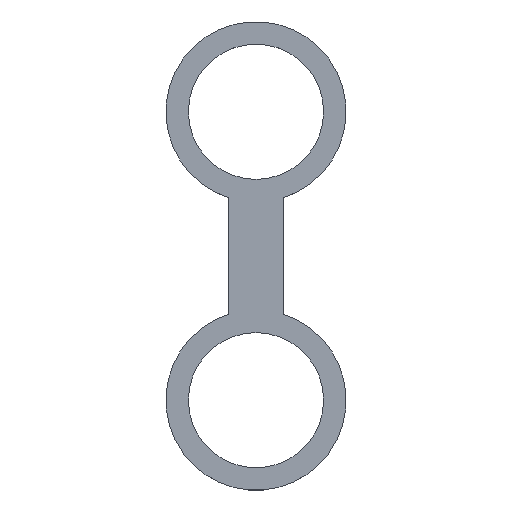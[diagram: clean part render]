
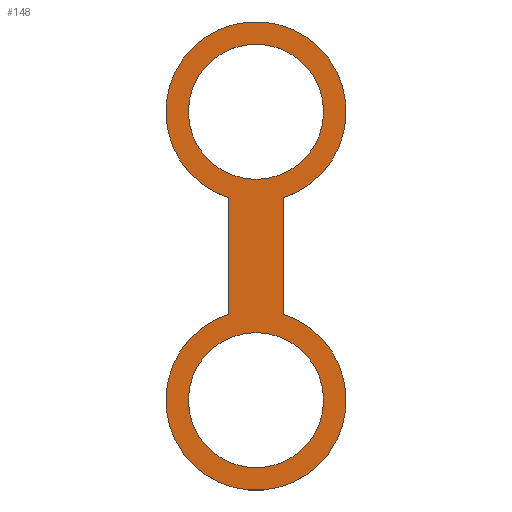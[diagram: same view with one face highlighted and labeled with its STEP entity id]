
A CAD part, top view. The second image highlights one B-rep face of the part: STEP entity #148.
In plain terms, the highlighted planar face has unit normal (0, 0, 1).
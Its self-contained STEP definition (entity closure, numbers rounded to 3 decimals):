
#21=FACE_BOUND('',#41,.T.);
#22=FACE_BOUND('',#42,.T.);
#30=FACE_OUTER_BOUND('',#40,.T.);
#40=EDGE_LOOP('',(#131,#132,#133,#134));
#41=EDGE_LOOP('',(#135));
#42=EDGE_LOOP('',(#136));
#46=LINE('',#229,#56);
#52=LINE('',#246,#62);
#56=VECTOR('',#184,10.);
#62=VECTOR('',#204,10.);
#67=CIRCLE('',#158,5.);
#68=CIRCLE('',#160,3.75);
#69=CIRCLE('',#162,3.75);
#70=CIRCLE('',#165,5.);
#77=VERTEX_POINT('',#226);
#78=VERTEX_POINT('',#228);
#79=VERTEX_POINT('',#232);
#80=VERTEX_POINT('',#236);
#81=VERTEX_POINT('',#240);
#82=VERTEX_POINT('',#244);
#90=EDGE_CURVE('',#77,#78,#46,.F.);
#93=EDGE_CURVE('',#79,#77,#67,.F.);
#95=EDGE_CURVE('',#80,#80,#68,.T.);
#97=EDGE_CURVE('',#81,#81,#69,.T.);
#99=EDGE_CURVE('',#79,#82,#52,.T.);
#100=EDGE_CURVE('',#78,#82,#70,.F.);
#131=ORIENTED_EDGE('',*,*,#93,.F.);
#132=ORIENTED_EDGE('',*,*,#99,.T.);
#133=ORIENTED_EDGE('',*,*,#100,.F.);
#134=ORIENTED_EDGE('',*,*,#90,.F.);
#135=ORIENTED_EDGE('',*,*,#97,.F.);
#136=ORIENTED_EDGE('',*,*,#95,.F.);
#140=PLANE('',#166);
#148=ADVANCED_FACE('',(#30,#21,#22),#140,.F.);
#158=AXIS2_PLACEMENT_3D('',#234,#189,#190);
#160=AXIS2_PLACEMENT_3D('',#238,#194,#195);
#162=AXIS2_PLACEMENT_3D('',#242,#199,#200);
#165=AXIS2_PLACEMENT_3D('',#248,#207,#208);
#166=AXIS2_PLACEMENT_3D('',#249,#209,#210);
#184=DIRECTION('',(0.,1.,0.));
#189=DIRECTION('center_axis',(0.,0.,1.));
#190=DIRECTION('ref_axis',(1.,0.,0.));
#194=DIRECTION('center_axis',(0.,0.,1.));
#195=DIRECTION('ref_axis',(1.,0.,0.));
#199=DIRECTION('center_axis',(0.,0.,1.));
#200=DIRECTION('ref_axis',(1.,0.,0.));
#204=DIRECTION('',(0.,-1.,0.));
#207=DIRECTION('center_axis',(0.,0.,1.));
#208=DIRECTION('ref_axis',(1.,0.,0.));
#209=DIRECTION('center_axis',(0.,0.,-1.));
#210=DIRECTION('ref_axis',(1.,0.,0.));
#226=CARTESIAN_POINT('',(8.698,-22.772,6.1));
#228=CARTESIAN_POINT('',(8.698,-29.233,6.1));
#229=CARTESIAN_POINT('',(8.698,-24.729,6.1));
#232=CARTESIAN_POINT('',(5.698,-22.772,6.1));
#234=CARTESIAN_POINT('Origin',(7.198,-18.002,6.1));
#236=CARTESIAN_POINT('',(3.448,-34.002,6.1));
#238=CARTESIAN_POINT('Origin',(7.198,-34.002,6.1));
#240=CARTESIAN_POINT('',(3.448,-18.002,6.1));
#242=CARTESIAN_POINT('Origin',(7.198,-18.002,6.1));
#244=CARTESIAN_POINT('',(5.698,-29.233,6.1));
#246=CARTESIAN_POINT('',(5.698,-27.275,6.1));
#248=CARTESIAN_POINT('Origin',(7.198,-34.002,6.1));
#249=CARTESIAN_POINT('Origin',(7.198,-26.002,6.1));
